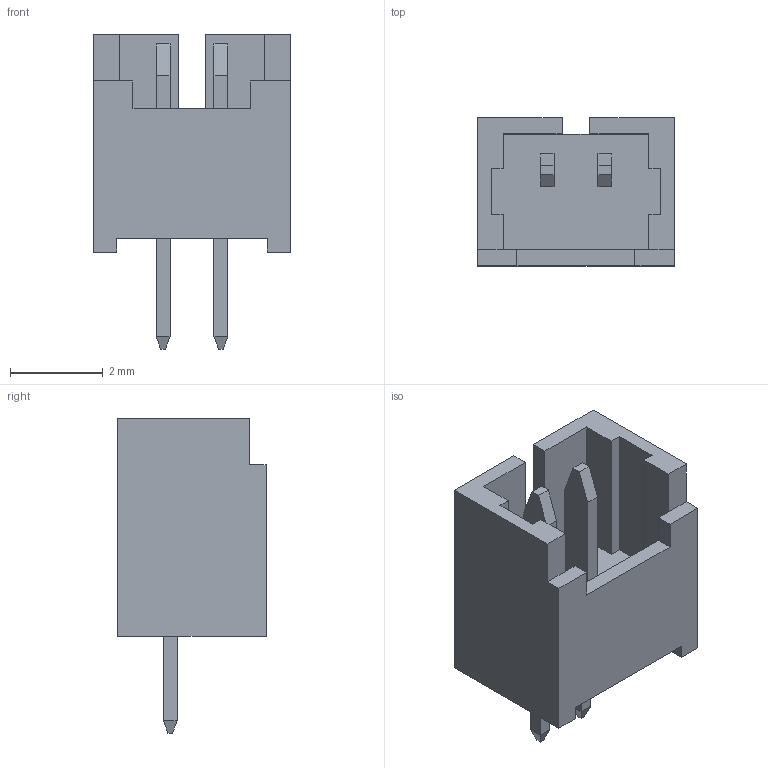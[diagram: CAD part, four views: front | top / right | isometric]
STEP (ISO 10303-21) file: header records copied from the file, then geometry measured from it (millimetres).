
FILE_DESCRIPTION (( 'STEP AP214' ), '1' );
FILE_NAME ('CONN-TH_2P-P1.25-V-M_721.step', '2022-07-29T15:48:40', ( '' ), ( '' ), 'SwSTEP 2.0', 'SolidWorks 2020', '' );
FILE_SCHEMA (( 'AUTOMOTIVE_DESIGN' ));
Length unit declared in the file: millimetre
Products named in the file (1): CONN-TH_2P-P1.25-V-M_721
Bounding box: 4.25 x 3.2 x 6.8 mm (x, y, z)
Volume: 33.8 mm3; surface area: 138.4 mm2
Topology: 14 solids, 14 shells, 303 faces, 801 edges, 530 vertices
Faces by surface type: plane 205, bspline 98
Entity records: 13279 total; most frequent: CARTESIAN_POINT 2941, ORIENTED_EDGE 1602, DIRECTION 1013, EDGE_CURVE 801, LINE 601, VECTOR 601, VERTEX_POINT 530, EDGE_LOOP 319
